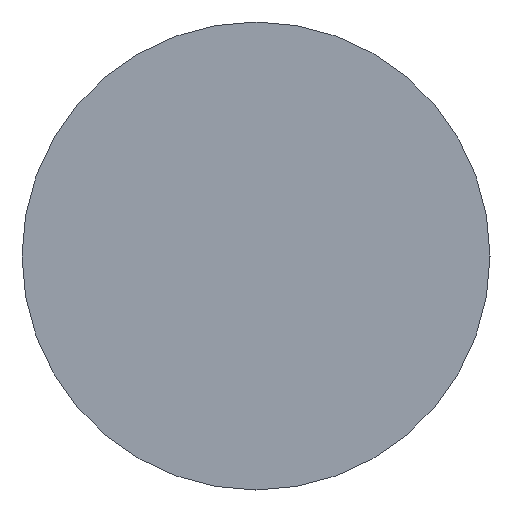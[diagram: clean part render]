
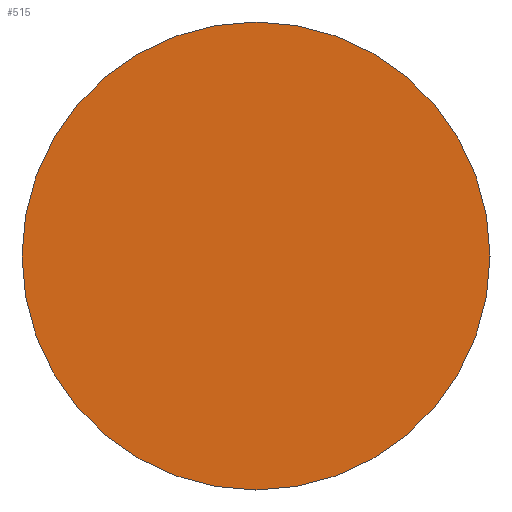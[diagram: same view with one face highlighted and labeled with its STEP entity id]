
A CAD part, left-side view. The second image highlights one B-rep face of the part: STEP entity #515.
In plain terms, the highlighted planar face has unit normal (-1, 0, 0).
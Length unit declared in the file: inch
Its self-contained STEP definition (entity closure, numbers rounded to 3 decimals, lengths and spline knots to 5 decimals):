
#1 = DIRECTION ( 'NONE',  ( -1., 0., 0. ) ) ;
#9 = EDGE_LOOP ( 'NONE', ( #390, #281 ) ) ;
#116 = AXIS2_PLACEMENT_3D ( 'NONE', #247, #398, #293 ) ;
#119 = EDGE_CURVE ( 'NONE', #127, #146, #221, .T. ) ;
#127 = VERTEX_POINT ( 'NONE', #439 ) ;
#146 = VERTEX_POINT ( 'NONE', #402 ) ;
#161 = CARTESIAN_POINT ( 'NONE',  ( 0., 0., 0. ) ) ;
#162 = FACE_OUTER_BOUND ( 'NONE', #9, .T. ) ;
#172 = CIRCLE ( 'NONE', #384, 0.036 ) ;
#177 = EDGE_CURVE ( 'NONE', #146, #127, #172, .T. ) ;
#208 = DIRECTION ( 'NONE',  ( 0., 0., 1. ) ) ;
#221 = CIRCLE ( 'NONE', #232, 0.036 ) ;
#232 = AXIS2_PLACEMENT_3D ( 'NONE', #530, #1, #208 ) ;
#247 = CARTESIAN_POINT ( 'NONE',  ( 0., 0., 0. ) ) ;
#281 = ORIENTED_EDGE ( 'NONE', *, *, #119, .T. ) ;
#292 = DIRECTION ( 'NONE',  ( 0., 0., 1. ) ) ;
#293 = DIRECTION ( 'NONE',  ( 0., 0., -1. ) ) ;
#384 = AXIS2_PLACEMENT_3D ( 'NONE', #161, #412, #292 ) ;
#390 = ORIENTED_EDGE ( 'NONE', *, *, #177, .T. ) ;
#398 = DIRECTION ( 'NONE',  ( 1., 0., 0. ) ) ;
#402 = CARTESIAN_POINT ( 'NONE',  ( 0., 0., 0.036 ) ) ;
#412 = DIRECTION ( 'NONE',  ( -1., 0., 0. ) ) ;
#439 = CARTESIAN_POINT ( 'NONE',  ( 0., 0., -0.036 ) ) ;
#515 = ADVANCED_FACE ( 'NONE', ( #162 ), #531, .F. ) ;
#530 = CARTESIAN_POINT ( 'NONE',  ( 0., 0., 0. ) ) ;
#531 = PLANE ( 'NONE',  #116 ) ;
